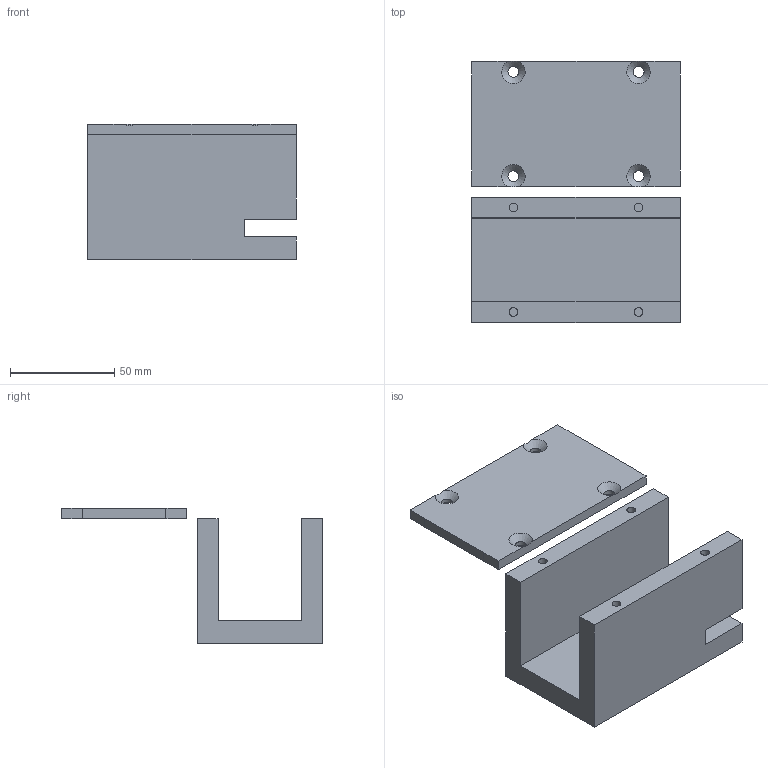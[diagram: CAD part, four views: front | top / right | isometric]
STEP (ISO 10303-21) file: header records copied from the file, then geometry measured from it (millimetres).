
FILE_DESCRIPTION((''),'2;1');
FILE_NAME('plot leo.stp','2022-04-21T13:22:51',(''),(''),'STEP Write','Mastercam 2018 ... CNC Software, Inc.','');
FILE_SCHEMA(('AUTOMOTIVE_DESIGN'));
Length unit declared in the file: millimetre
Products named in the file (1): None
Bounding box: 100 x 125 x 65 mm (x, y, z)
Volume: 187811.7 mm3; surface area: 51963.1 mm2
Topology: 2 solids, 2 shells, 42 faces, 204 edges, 244 vertices
Faces by surface type: plane 30, cylinder 8, cone 4
Full cylindrical faces by diameter (mm): 4.2 x4, 5.2 x4
Entity records: 2125 total; most frequent: CARTESIAN_POINT 528, DIRECTION 304, STYLED_ITEM 212, ORIENTED_EDGE 188, VECTOR 140, LINE 140, EDGE_CURVE 94, AXIS2_PLACEMENT_3D 82
